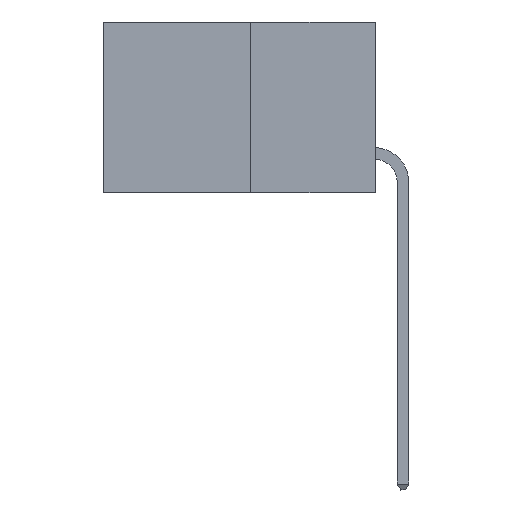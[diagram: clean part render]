
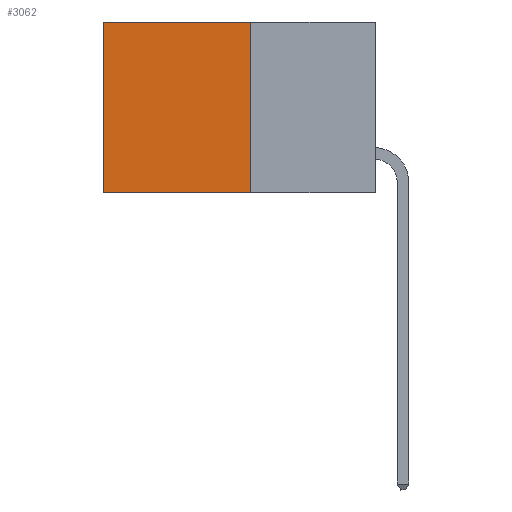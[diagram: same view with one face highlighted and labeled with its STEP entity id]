
A CAD part, left-side view. The second image highlights one B-rep face of the part: STEP entity #3062.
In plain terms, the highlighted planar face has unit normal (-1, 0, 0).
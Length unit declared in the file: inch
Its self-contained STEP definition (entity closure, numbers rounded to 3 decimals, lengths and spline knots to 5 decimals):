
#1376 = VERTEX_POINT ( 'NONE', #2437 ) ;
#1416 = ORIENTED_EDGE ( 'NONE', *, *, #16175, .T. ) ;
#2410 = VERTEX_POINT ( 'NONE', #20755 ) ;
#2437 = CARTESIAN_POINT ( 'NONE',  ( 0.277, 0.59, 0. ) ) ;
#2919 = ORIENTED_EDGE ( 'NONE', *, *, #19411, .F. ) ;
#3062 = ADVANCED_FACE ( 'NONE', ( #24955 ), #22183, .F. ) ;
#3293 = CARTESIAN_POINT ( 'NONE',  ( 0.277, 0.27, 0. ) ) ;
#3887 = EDGE_CURVE ( 'NONE', #1376, #13036, #14898, .T. ) ;
#4267 = VECTOR ( 'NONE', #5296, 39.37008 ) ;
#4607 = CARTESIAN_POINT ( 'NONE',  ( 0.277, 0.27, -0.37 ) ) ;
#5296 = DIRECTION ( 'NONE',  ( 0., 1., 0. ) ) ;
#5823 = EDGE_CURVE ( 'NONE', #2410, #8508, #13580, .T. ) ;
#8508 = VERTEX_POINT ( 'NONE', #4607 ) ;
#8941 = CARTESIAN_POINT ( 'NONE',  ( 0.277, 0.27, -0.37 ) ) ;
#9530 = LINE ( 'NONE', #3293, #4267 ) ;
#9764 = EDGE_LOOP ( 'NONE', ( #13019, #2919, #14901, #1416 ) ) ;
#10092 = CARTESIAN_POINT ( 'NONE',  ( 0.277, 0.27, -0.37 ) ) ;
#12763 = CARTESIAN_POINT ( 'NONE',  ( 0.277, 0.59, -0.37 ) ) ;
#13019 = ORIENTED_EDGE ( 'NONE', *, *, #3887, .T. ) ;
#13036 = VERTEX_POINT ( 'NONE', #23629 ) ;
#13580 = LINE ( 'NONE', #8941, #23591 ) ;
#14898 = LINE ( 'NONE', #12763, #19595 ) ;
#14901 = ORIENTED_EDGE ( 'NONE', *, *, #5823, .F. ) ;
#15322 = VECTOR ( 'NONE', #16978, 39.37008 ) ;
#16175 = EDGE_CURVE ( 'NONE', #2410, #1376, #9530, .T. ) ;
#16978 = DIRECTION ( 'NONE',  ( 0., 1., 0. ) ) ;
#18805 = DIRECTION ( 'NONE',  ( 0., 0., -1. ) ) ;
#19411 = EDGE_CURVE ( 'NONE', #8508, #13036, #20630, .T. ) ;
#19595 = VECTOR ( 'NONE', #18805, 39.37008 ) ;
#20630 = LINE ( 'NONE', #24912, #15322 ) ;
#20755 = CARTESIAN_POINT ( 'NONE',  ( 0.277, 0.27, 0. ) ) ;
#21570 = DIRECTION ( 'NONE',  ( 0., 0., -1. ) ) ;
#22183 = PLANE ( 'NONE',  #23375 ) ;
#22900 = DIRECTION ( 'NONE',  ( 0., 0., -1. ) ) ;
#23148 = DIRECTION ( 'NONE',  ( 1., 0., 0. ) ) ;
#23375 = AXIS2_PLACEMENT_3D ( 'NONE', #10092, #23148, #21570 ) ;
#23591 = VECTOR ( 'NONE', #22900, 39.37008 ) ;
#23629 = CARTESIAN_POINT ( 'NONE',  ( 0.277, 0.59, -0.37 ) ) ;
#24912 = CARTESIAN_POINT ( 'NONE',  ( 0.277, 0.27, -0.37 ) ) ;
#24955 = FACE_OUTER_BOUND ( 'NONE', #9764, .T. ) ;
